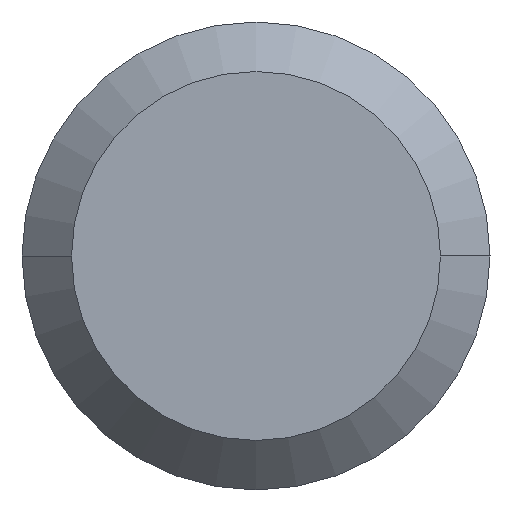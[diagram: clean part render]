
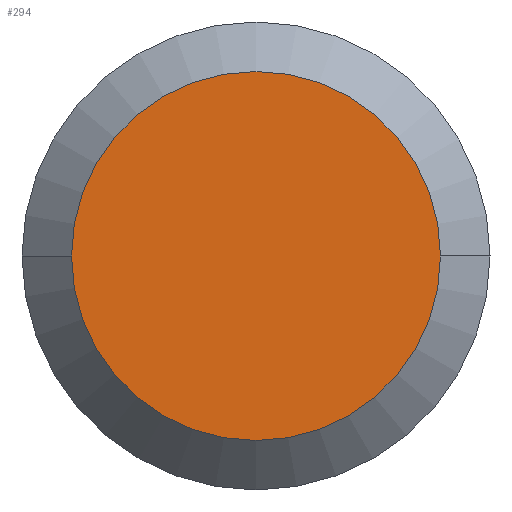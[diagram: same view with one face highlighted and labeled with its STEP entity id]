
A CAD part, left-side view. The second image highlights one B-rep face of the part: STEP entity #294.
In plain terms, the highlighted planar face has unit normal (-1, 0, 0).
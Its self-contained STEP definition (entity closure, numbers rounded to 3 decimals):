
#2 = CARTESIAN_POINT ( 'NONE',  ( 0., 0., 0. ) ) ;
#17 = DIRECTION ( 'NONE',  ( 1., 0., 0. ) ) ;
#32 = DIRECTION ( 'NONE',  ( 1., 0., 0. ) ) ;
#62 = DIRECTION ( 'NONE',  ( 0., 1., 0. ) ) ;
#92 = ORIENTED_EDGE ( 'NONE', *, *, #401, .F. ) ;
#96 = EDGE_LOOP ( 'NONE', ( #92, #358 ) ) ;
#99 = CARTESIAN_POINT ( 'NONE',  ( 0., 2.365, 0. ) ) ;
#119 = VERTEX_POINT ( 'NONE', #230 ) ;
#131 = AXIS2_PLACEMENT_3D ( 'NONE', #166, #231, #297 ) ;
#141 = DIRECTION ( 'NONE',  ( 0., 1., 0. ) ) ;
#166 = CARTESIAN_POINT ( 'NONE',  ( 0., 0., 0. ) ) ;
#182 = FACE_OUTER_BOUND ( 'NONE', #96, .T. ) ;
#195 = EDGE_CURVE ( 'NONE', #119, #301, #268, .T. ) ;
#230 = CARTESIAN_POINT ( 'NONE',  ( 0., -2.365, 0. ) ) ;
#231 = DIRECTION ( 'NONE',  ( -1., 0., 0. ) ) ;
#232 = CIRCLE ( 'NONE', #273, 2.365 ) ;
#268 = CIRCLE ( 'NONE', #353, 2.365 ) ;
#273 = AXIS2_PLACEMENT_3D ( 'NONE', #367, #17, #141 ) ;
#294 = ADVANCED_FACE ( 'NONE', ( #182 ), #388, .T. ) ;
#297 = DIRECTION ( 'NONE',  ( 0., -1., 0. ) ) ;
#301 = VERTEX_POINT ( 'NONE', #99 ) ;
#353 = AXIS2_PLACEMENT_3D ( 'NONE', #2, #32, #62 ) ;
#358 = ORIENTED_EDGE ( 'NONE', *, *, #195, .F. ) ;
#367 = CARTESIAN_POINT ( 'NONE',  ( 0., 0., 0. ) ) ;
#388 = PLANE ( 'NONE',  #131 ) ;
#401 = EDGE_CURVE ( 'NONE', #301, #119, #232, .T. ) ;
